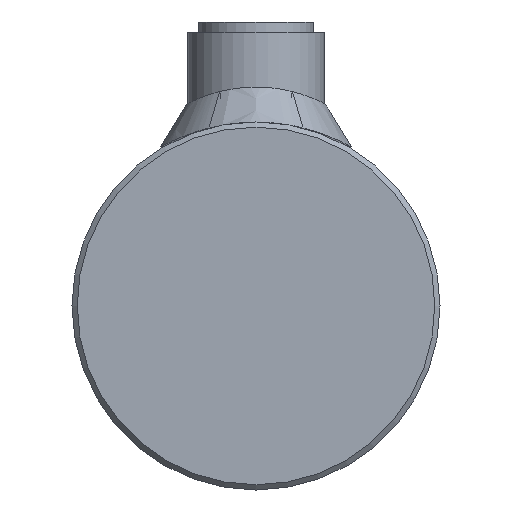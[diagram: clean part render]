
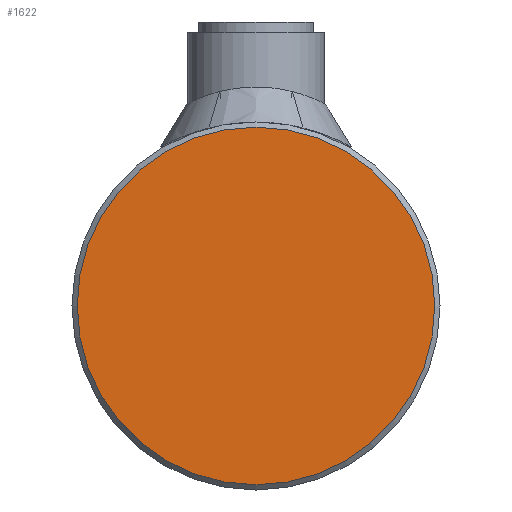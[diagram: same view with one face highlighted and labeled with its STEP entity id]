
A CAD part, left-side view. The second image highlights one B-rep face of the part: STEP entity #1622.
In plain terms, the highlighted planar face has unit normal (-1, 0, 0).
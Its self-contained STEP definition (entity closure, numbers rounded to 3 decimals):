
#1622 = ADVANCED_FACE( '', ( #4605 ), #4606, .T. );
#4605 = FACE_OUTER_BOUND( '', #5584, .T. );
#4606 = PLANE( '', #5585 );
#5584 = EDGE_LOOP( '', ( #6007 ) );
#5585 = AXIS2_PLACEMENT_3D( '', #6008, #6009, #6010 );
#6007 = ORIENTED_EDGE( '', *, *, #6646, .T. );
#6008 = CARTESIAN_POINT( '', ( -12., 0., 0. ) );
#6009 = DIRECTION( '', ( -1., 0., 0. ) );
#6010 = DIRECTION( '', ( 0., -1., 0. ) );
#6646 = EDGE_CURVE( '', #8151, #8151, #8152, .T. );
#8151 = VERTEX_POINT( '', #8621 );
#8152 = CIRCLE( '', #8622, 34. );
#8621 = CARTESIAN_POINT( '', ( -12., -34., 0. ) );
#8622 = AXIS2_PLACEMENT_3D( '', #8733, #8734, #8735 );
#8733 = CARTESIAN_POINT( '', ( -12., 0., 0. ) );
#8734 = DIRECTION( '', ( -1., 0., 0. ) );
#8735 = DIRECTION( '', ( 0., -1., 0. ) );
